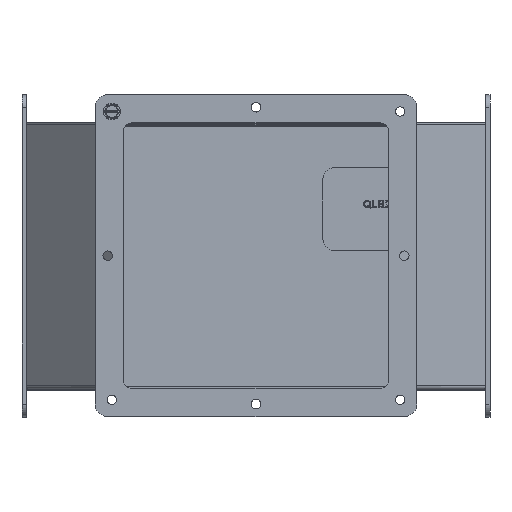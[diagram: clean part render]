
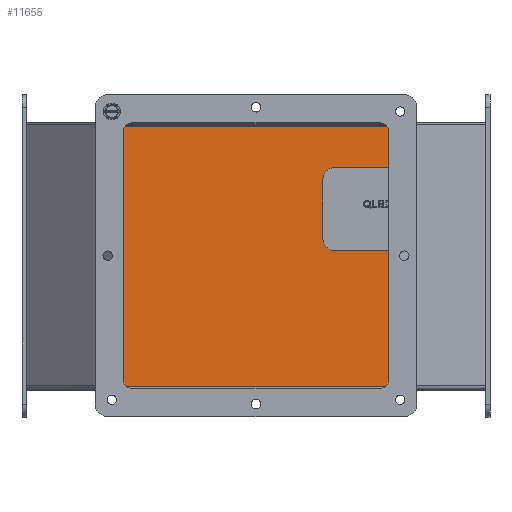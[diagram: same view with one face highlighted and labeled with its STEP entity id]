
A CAD part, top view. The second image highlights one B-rep face of the part: STEP entity #11655.
In plain terms, the highlighted planar face has unit normal (0, 0, 1).
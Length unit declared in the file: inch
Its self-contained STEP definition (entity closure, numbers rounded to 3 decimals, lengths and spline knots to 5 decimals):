
#262 = LINE ( 'NONE', #539, #2345 ) ;
#298 = CARTESIAN_POINT ( 'NONE',  ( -6.875, 3.892, 0.072 ) ) ;
#539 = CARTESIAN_POINT ( 'NONE',  ( 6.875, -4., 0.072 ) ) ;
#563 = EDGE_LOOP ( 'NONE', ( #2674, #1491, #10178, #7694 ) ) ;
#788 = PLANE ( 'NONE',  #13213 ) ;
#1491 = ORIENTED_EDGE ( 'NONE', *, *, #1724, .F. ) ;
#1724 = EDGE_CURVE ( 'NONE', #11120, #12749, #11476, .T. ) ;
#2345 = VECTOR ( 'NONE', #4650, 39.37008 ) ;
#2674 = ORIENTED_EDGE ( 'NONE', *, *, #7003, .F. ) ;
#4109 = CARTESIAN_POINT ( 'NONE',  ( -6.875, 4., 0.072 ) ) ;
#4217 = LINE ( 'NONE', #5254, #8813 ) ;
#4280 = DIRECTION ( 'NONE',  ( -1., 0., 0. ) ) ;
#4535 = CARTESIAN_POINT ( 'NONE',  ( 6.875, 3.892, 0.072 ) ) ;
#4650 = DIRECTION ( 'NONE',  ( 0., 1., 0. ) ) ;
#4899 = FACE_OUTER_BOUND ( 'NONE', #563, .T. ) ;
#5029 = DIRECTION ( 'NONE',  ( 0., 1., 0. ) ) ;
#5254 = CARTESIAN_POINT ( 'NONE',  ( -6.875, -3.892, 0.072 ) ) ;
#5926 = VECTOR ( 'NONE', #10568, 39.37008 ) ;
#7003 = EDGE_CURVE ( 'NONE', #12749, #10689, #12515, .T. ) ;
#7197 = EDGE_CURVE ( 'NONE', #13401, #10689, #262, .T. ) ;
#7350 = DIRECTION ( 'NONE',  ( 1., 0., 0. ) ) ;
#7694 = ORIENTED_EDGE ( 'NONE', *, *, #7197, .T. ) ;
#8773 = VECTOR ( 'NONE', #7350, 39.37008 ) ;
#8813 = VECTOR ( 'NONE', #4280, 39.37008 ) ;
#9939 = EDGE_CURVE ( 'NONE', #13401, #11120, #4217, .T. ) ;
#10178 = ORIENTED_EDGE ( 'NONE', *, *, #9939, .F. ) ;
#10251 = DIRECTION ( 'NONE',  ( 0., 0., -1. ) ) ;
#10426 = CARTESIAN_POINT ( 'NONE',  ( -6.875, 3.892, 0.072 ) ) ;
#10568 = DIRECTION ( 'NONE',  ( 0., 1., 0. ) ) ;
#10689 = VERTEX_POINT ( 'NONE', #4535 ) ;
#11120 = VERTEX_POINT ( 'NONE', #11793 ) ;
#11476 = LINE ( 'NONE', #4109, #5926 ) ;
#11655 = ADVANCED_FACE ( 'NONE', ( #4899 ), #788, .F. ) ;
#11793 = CARTESIAN_POINT ( 'NONE',  ( -6.875, -3.892, 0.072 ) ) ;
#12515 = LINE ( 'NONE', #10426, #8773 ) ;
#12622 = CARTESIAN_POINT ( 'NONE',  ( 6.875, -3.892, 0.072 ) ) ;
#12749 = VERTEX_POINT ( 'NONE', #298 ) ;
#13213 = AXIS2_PLACEMENT_3D ( 'NONE', #13515, #10251, #5029 ) ;
#13401 = VERTEX_POINT ( 'NONE', #12622 ) ;
#13515 = CARTESIAN_POINT ( 'NONE',  ( -6.875, -4., 0.072 ) ) ;
